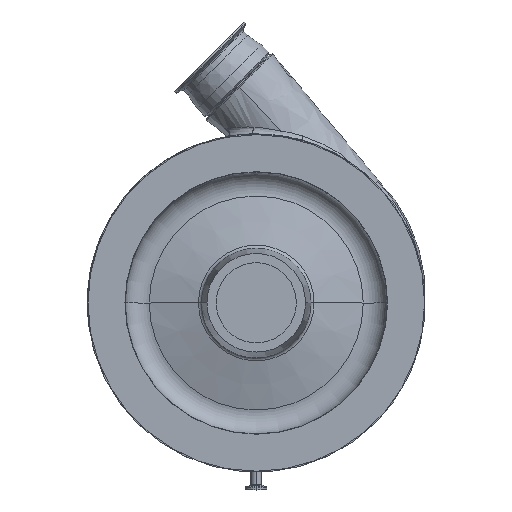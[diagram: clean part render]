
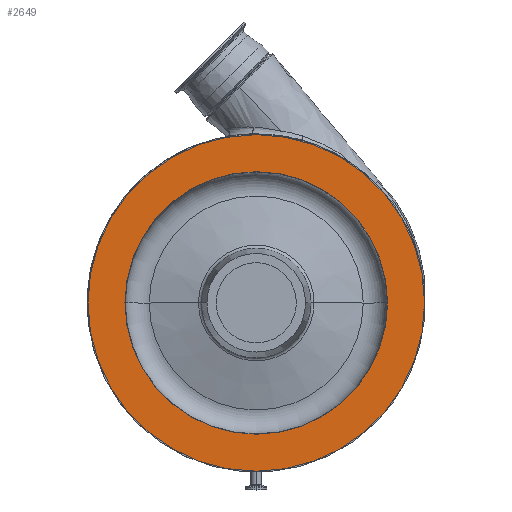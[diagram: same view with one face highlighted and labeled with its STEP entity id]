
A CAD part, top view. The second image highlights one B-rep face of the part: STEP entity #2649.
In plain terms, the highlighted planar face has unit normal (0, 0, 1).
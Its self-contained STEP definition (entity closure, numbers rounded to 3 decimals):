
#1030 = CARTESIAN_POINT ( 'NONE',  ( 203., 0., 271. ) ) ;
#1335 = CARTESIAN_POINT ( 'NONE',  ( 0., 0., 271. ) ) ;
#1420 = ORIENTED_EDGE ( 'NONE', *, *, #2283, .F. ) ;
#1437 = ORIENTED_EDGE ( 'NONE', *, *, #2026, .T. ) ;
#2026 = EDGE_CURVE ( 'NONE', #9272, #10129, #9397, .T. ) ;
#2273 = DIRECTION ( 'NONE',  ( 0., 0., -1. ) ) ;
#2283 = EDGE_CURVE ( 'NONE', #10812, #10463, #2971, .T. ) ;
#2290 = FACE_BOUND ( 'NONE', #8028, .T. ) ;
#2404 = CARTESIAN_POINT ( 'NONE',  ( 0., 0., 271. ) ) ;
#2428 = EDGE_LOOP ( 'NONE', ( #1420, #6300 ) ) ;
#2469 = DIRECTION ( 'NONE',  ( 0., 0., -1. ) ) ;
#2598 = DIRECTION ( 'NONE',  ( 0., 0., -1. ) ) ;
#2649 = ADVANCED_FACE ( 'NONE', ( #2290, #5444 ), #7326, .T. ) ;
#2971 = CIRCLE ( 'NONE', #5466, 203. ) ;
#3407 = EDGE_CURVE ( 'NONE', #10463, #10812, #7114, .T. ) ;
#4521 = DIRECTION ( 'NONE',  ( 1., 0., 0. ) ) ;
#5228 = CARTESIAN_POINT ( 'NONE',  ( 0., 0., 271. ) ) ;
#5444 = FACE_OUTER_BOUND ( 'NONE', #2428, .T. ) ;
#5466 = AXIS2_PLACEMENT_3D ( 'NONE', #5228, #2273, #10360 ) ;
#5551 = DIRECTION ( 'NONE',  ( -1., 0., 0. ) ) ;
#5600 = EDGE_CURVE ( 'NONE', #10129, #9272, #12325, .T. ) ;
#5642 = CARTESIAN_POINT ( 'NONE',  ( -203., 0., 271. ) ) ;
#5820 = CARTESIAN_POINT ( 'NONE',  ( 158.354, 0., 271. ) ) ;
#6300 = ORIENTED_EDGE ( 'NONE', *, *, #3407, .F. ) ;
#6906 = CARTESIAN_POINT ( 'NONE',  ( 0., 0., 271. ) ) ;
#7114 = CIRCLE ( 'NONE', #11269, 203. ) ;
#7326 = PLANE ( 'NONE',  #8787 ) ;
#8028 = EDGE_LOOP ( 'NONE', ( #1437, #9426 ) ) ;
#8360 = DIRECTION ( 'NONE',  ( 0., 0., 1. ) ) ;
#8787 = AXIS2_PLACEMENT_3D ( 'NONE', #12392, #8360, #4521 ) ;
#9272 = VERTEX_POINT ( 'NONE', #10686 ) ;
#9397 = CIRCLE ( 'NONE', #11066, 158.354 ) ;
#9426 = ORIENTED_EDGE ( 'NONE', *, *, #5600, .T. ) ;
#10129 = VERTEX_POINT ( 'NONE', #5820 ) ;
#10296 = DIRECTION ( 'NONE',  ( -1., 0., 0. ) ) ;
#10360 = DIRECTION ( 'NONE',  ( -1., 0., 0. ) ) ;
#10463 = VERTEX_POINT ( 'NONE', #1030 ) ;
#10686 = CARTESIAN_POINT ( 'NONE',  ( -158.354, 0., 271. ) ) ;
#10706 = DIRECTION ( 'NONE',  ( 0., 0., -1. ) ) ;
#10812 = VERTEX_POINT ( 'NONE', #5642 ) ;
#11066 = AXIS2_PLACEMENT_3D ( 'NONE', #6906, #10706, #11654 ) ;
#11269 = AXIS2_PLACEMENT_3D ( 'NONE', #2404, #2469, #10296 ) ;
#11654 = DIRECTION ( 'NONE',  ( -1., 0., 0. ) ) ;
#12315 = AXIS2_PLACEMENT_3D ( 'NONE', #1335, #2598, #5551 ) ;
#12325 = CIRCLE ( 'NONE', #12315, 158.354 ) ;
#12392 = CARTESIAN_POINT ( 'NONE',  ( 0., 158.354, 271. ) ) ;
